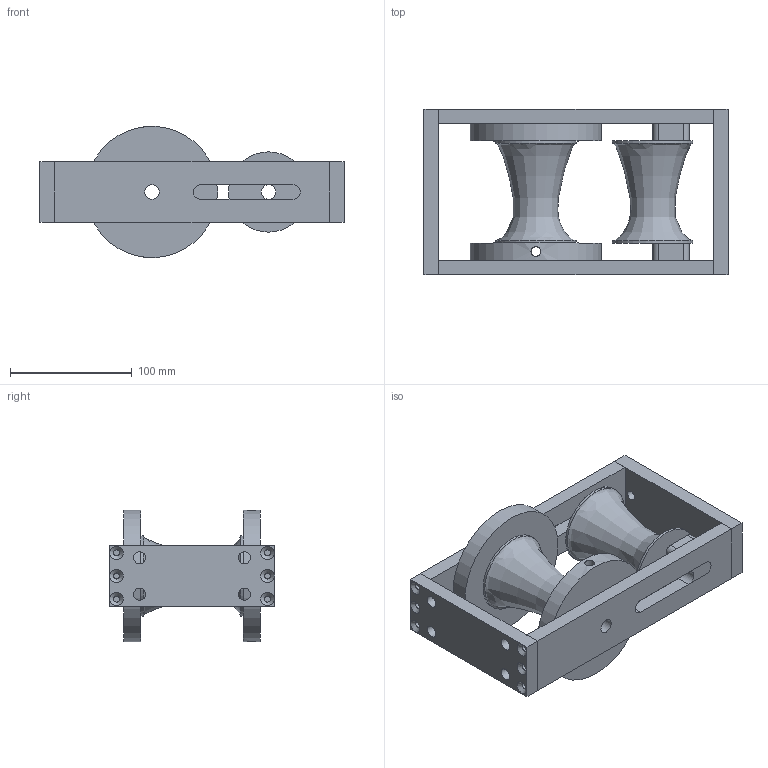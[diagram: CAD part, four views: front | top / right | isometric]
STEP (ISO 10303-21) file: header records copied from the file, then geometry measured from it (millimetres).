
FILE_DESCRIPTION(/* description */ (''),/* implementation_level */ '2;1');
FILE_NAME(/* name */ 'pats tube roller v1.step',/* time_stamp */ '2025-09-25T13:54:40+03:00',/* author */ (''),/* organization */ (''),/* preprocessor_version */ 'ST-DEVELOPER v20.1',/* originating_system */ 'Autodesk Translation Framework v14.17.0.0',/* authorisation */ '');
FILE_SCHEMA (('AUTOMOTIVE_DESIGN { 1 0 10303 214 3 1 1 }'));
Length unit declared in the file: millimetre
Products named in the file (1): aerofoil tube roller
Bounding box: 250 x 136 x 108 mm (x, y, z)
Volume: 947903.8 mm3; surface area: 195062.1 mm2
Topology: 8 solids, 8 shells, 140 faces, 320 edges, 212 vertices
Faces by surface type: plane 70, cylinder 62, cone 6, bspline 2
Full cylindrical faces by diameter (mm): 5 x24, 8 x6, 10 x4, 12 x4, 66 x4, 108 x2
Entity records: 4542 total; most frequent: CARTESIAN_POINT 1105, DIRECTION 718, ORIENTED_EDGE 640, EDGE_CURVE 320, AXIS2_PLACEMENT_3D 269, VERTEX_POINT 212, EDGE_LOOP 208, LINE 180
